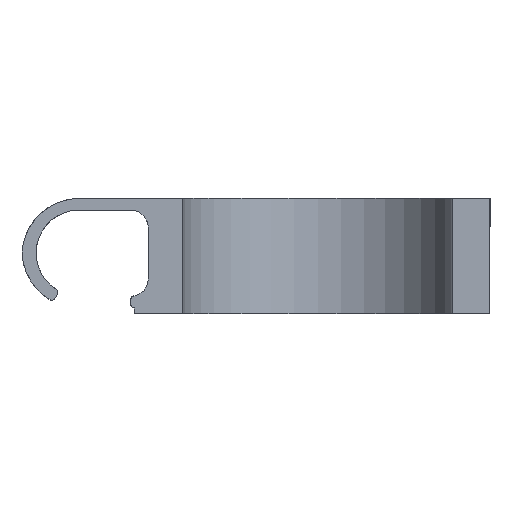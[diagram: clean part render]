
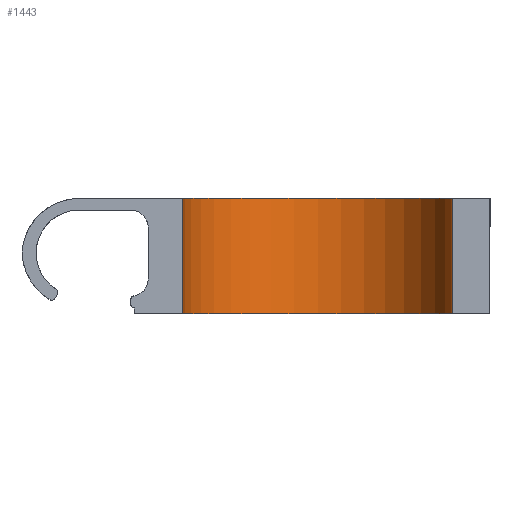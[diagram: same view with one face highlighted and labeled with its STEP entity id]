
A CAD part, front view. The second image highlights one B-rep face of the part: STEP entity #1443.
In plain terms, the highlighted cylindrical face has radius 23.5 mm (diameter 47 mm), a partial arc.
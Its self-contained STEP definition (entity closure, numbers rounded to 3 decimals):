
#1 = VECTOR ( 'NONE', #2010, 1000. ) ;
#42 = EDGE_LOOP ( 'NONE', ( #1627, #2138, #243, #287 ) ) ;
#73 = CARTESIAN_POINT ( 'NONE',  ( -125.585, 212.188, 19.05 ) ) ;
#132 = DIRECTION ( 'NONE',  ( 1., 0., 0. ) ) ;
#181 = AXIS2_PLACEMENT_3D ( 'NONE', #2076, #1356, #1870 ) ;
#208 = DIRECTION ( 'NONE',  ( 1., 0., 0. ) ) ;
#243 = ORIENTED_EDGE ( 'NONE', *, *, #1373, .F. ) ;
#253 = VECTOR ( 'NONE', #444, 1000. ) ;
#287 = ORIENTED_EDGE ( 'NONE', *, *, #1844, .T. ) ;
#319 = AXIS2_PLACEMENT_3D ( 'NONE', #951, #1056, #208 ) ;
#365 = CARTESIAN_POINT ( 'NONE',  ( -125.585, 212.188, -1. ) ) ;
#427 = CIRCLE ( 'NONE', #319, 23.5 ) ;
#435 = LINE ( 'NONE', #613, #253 ) ;
#444 = DIRECTION ( 'NONE',  ( 0., 0., 1. ) ) ;
#466 = CARTESIAN_POINT ( 'NONE',  ( -172.585, 212.188, 0. ) ) ;
#613 = CARTESIAN_POINT ( 'NONE',  ( -125.585, 212.188, 0. ) ) ;
#663 = CARTESIAN_POINT ( 'NONE',  ( -172.585, 212.188, -1. ) ) ;
#679 = AXIS2_PLACEMENT_3D ( 'NONE', #1302, #1492, #132 ) ;
#762 = CIRCLE ( 'NONE', #181, 23.5 ) ;
#837 = FACE_OUTER_BOUND ( 'NONE', #42, .T. ) ;
#890 = VERTEX_POINT ( 'NONE', #365 ) ;
#951 = CARTESIAN_POINT ( 'NONE',  ( -149.085, 212.188, 19.05 ) ) ;
#1034 = EDGE_CURVE ( 'NONE', #1718, #1745, #1323, .T. ) ;
#1056 = DIRECTION ( 'NONE',  ( 0., 0., 1. ) ) ;
#1118 = VERTEX_POINT ( 'NONE', #73 ) ;
#1165 = CYLINDRICAL_SURFACE ( 'NONE', #679, 23.5 ) ;
#1302 = CARTESIAN_POINT ( 'NONE',  ( -149.085, 212.188, 0. ) ) ;
#1323 = LINE ( 'NONE', #466, #1 ) ;
#1350 = CARTESIAN_POINT ( 'NONE',  ( -172.585, 212.188, 19.05 ) ) ;
#1356 = DIRECTION ( 'NONE',  ( 0., 0., 1. ) ) ;
#1373 = EDGE_CURVE ( 'NONE', #890, #1718, #762, .T. ) ;
#1443 = ADVANCED_FACE ( 'NONE', ( #837 ), #1165, .F. ) ;
#1492 = DIRECTION ( 'NONE',  ( 0., 0., 1. ) ) ;
#1627 = ORIENTED_EDGE ( 'NONE', *, *, #1949, .T. ) ;
#1718 = VERTEX_POINT ( 'NONE', #663 ) ;
#1745 = VERTEX_POINT ( 'NONE', #1350 ) ;
#1844 = EDGE_CURVE ( 'NONE', #890, #1118, #435, .T. ) ;
#1870 = DIRECTION ( 'NONE',  ( -1., 0., 0. ) ) ;
#1949 = EDGE_CURVE ( 'NONE', #1118, #1745, #427, .T. ) ;
#2010 = DIRECTION ( 'NONE',  ( 0., 0., 1. ) ) ;
#2076 = CARTESIAN_POINT ( 'NONE',  ( -149.085, 212.188, -1. ) ) ;
#2138 = ORIENTED_EDGE ( 'NONE', *, *, #1034, .F. ) ;
